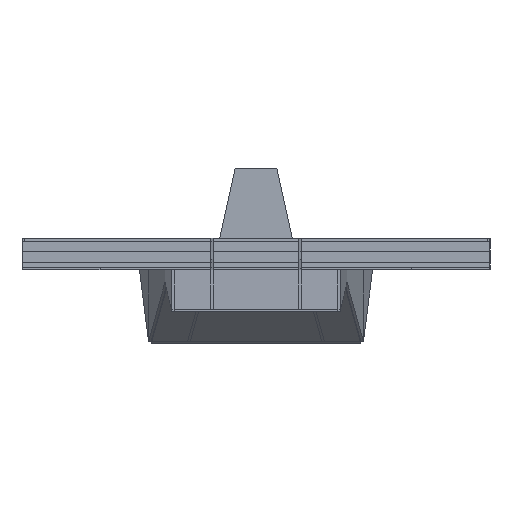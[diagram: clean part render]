
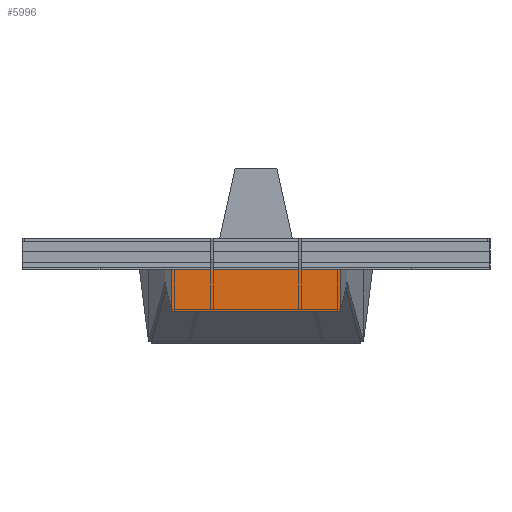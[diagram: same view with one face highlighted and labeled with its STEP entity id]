
A CAD part, left-side view. The second image highlights one B-rep face of the part: STEP entity #5996.
In plain terms, the highlighted planar face has unit normal (-1, 0, -0.011).
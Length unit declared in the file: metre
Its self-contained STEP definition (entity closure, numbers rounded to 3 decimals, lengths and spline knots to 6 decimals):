
#300=FACE_OUTER_BOUND('',#608,.T.);
#608=EDGE_LOOP('',(#4691,#4692,#4693,#4694,#4695,#4696,#4697,#4698,#4699));
#843=LINE('',#7908,#1653);
#871=LINE('',#7966,#1681);
#872=LINE('',#7968,#1682);
#881=LINE('',#7987,#1691);
#887=LINE('',#8000,#1697);
#1026=LINE('',#8266,#1836);
#1335=LINE('',#9402,#2145);
#1336=LINE('',#9404,#2146);
#1337=LINE('',#9405,#2147);
#1653=VECTOR('',#6531,0.01);
#1681=VECTOR('',#6569,0.01);
#1682=VECTOR('',#6570,0.01);
#1691=VECTOR('',#6581,0.01);
#1697=VECTOR('',#6589,0.01);
#1836=VECTOR('',#6766,0.01);
#2145=VECTOR('',#7273,0.01);
#2146=VECTOR('',#7276,0.01);
#2147=VECTOR('',#7277,0.01);
#2443=VERTEX_POINT('',#7905);
#2444=VERTEX_POINT('',#7907);
#2467=VERTEX_POINT('',#7962);
#2469=VERTEX_POINT('',#7965);
#2470=VERTEX_POINT('',#7967);
#2478=VERTEX_POINT('',#7984);
#2479=VERTEX_POINT('',#7986);
#2484=VERTEX_POINT('',#7997);
#2485=VERTEX_POINT('',#7999);
#2998=EDGE_CURVE('',#2443,#2444,#843,.T.);
#3026=EDGE_CURVE('',#2469,#2467,#871,.T.);
#3027=EDGE_CURVE('',#2469,#2470,#872,.T.);
#3036=EDGE_CURVE('',#2479,#2478,#881,.T.);
#3042=EDGE_CURVE('',#2484,#2485,#887,.T.);
#3181=EDGE_CURVE('',#2443,#2485,#1026,.T.);
#3528=EDGE_CURVE('',#2478,#2444,#1335,.T.);
#3529=EDGE_CURVE('',#2479,#2467,#1336,.T.);
#3530=EDGE_CURVE('',#2484,#2470,#1337,.T.);
#4691=ORIENTED_EDGE('',*,*,#3026,.T.);
#4692=ORIENTED_EDGE('',*,*,#3529,.F.);
#4693=ORIENTED_EDGE('',*,*,#3036,.T.);
#4694=ORIENTED_EDGE('',*,*,#3528,.T.);
#4695=ORIENTED_EDGE('',*,*,#2998,.F.);
#4696=ORIENTED_EDGE('',*,*,#3181,.T.);
#4697=ORIENTED_EDGE('',*,*,#3042,.F.);
#4698=ORIENTED_EDGE('',*,*,#3530,.T.);
#4699=ORIENTED_EDGE('',*,*,#3027,.F.);
#5719=PLANE('',#6301);
#5996=ADVANCED_FACE('',(#300),#5719,.T.);
#6301=AXIS2_PLACEMENT_3D('',#9403,#7274,#7275);
#6531=DIRECTION('',(0.,1.,0.));
#6569=DIRECTION('',(0.,1.,0.));
#6570=DIRECTION('',(0.,-1.,0.));
#6581=DIRECTION('',(0.,1.,0.));
#6589=DIRECTION('',(0.,-1.,0.));
#6766=DIRECTION('',(-0.011,0.,1.));
#7273=DIRECTION('',(0.011,0.,-1.));
#7274=DIRECTION('center_axis',(-1.,0.,-0.011));
#7275=DIRECTION('ref_axis',(0.,-1.,0.));
#7276=DIRECTION('',(0.,-1.,0.));
#7277=DIRECTION('',(0.,1.,0.));
#7905=CARTESIAN_POINT('',(2.741736,-0.3243,0.267765));
#7907=CARTESIAN_POINT('',(2.741736,0.3243,0.267765));
#7908=CARTESIAN_POINT('',(2.741736,-0.3243,0.267765));
#7962=CARTESIAN_POINT('',(2.74,0.1643,0.43));
#7965=CARTESIAN_POINT('',(2.74,0.,0.43));
#7966=CARTESIAN_POINT('',(2.74,0.,0.43));
#7967=CARTESIAN_POINT('',(2.74,-0.1643,0.43));
#7968=CARTESIAN_POINT('',(2.74,0.,0.43));
#7984=CARTESIAN_POINT('',(2.74,0.3243,0.43));
#7986=CARTESIAN_POINT('',(2.74,0.1743,0.43));
#7987=CARTESIAN_POINT('',(2.74,0.,0.43));
#7997=CARTESIAN_POINT('',(2.74,-0.1743,0.43));
#7999=CARTESIAN_POINT('',(2.74,-0.3243,0.43));
#8000=CARTESIAN_POINT('',(2.74,0.,0.43));
#8266=CARTESIAN_POINT('',(2.741736,-0.3243,0.267765));
#9402=CARTESIAN_POINT('',(2.74,0.3243,0.43));
#9403=CARTESIAN_POINT('Origin',(2.740868,0.,0.348882));
#9404=CARTESIAN_POINT('',(2.74,-0.08715,0.43));
#9405=CARTESIAN_POINT('',(2.74,-0.1743,0.43));
